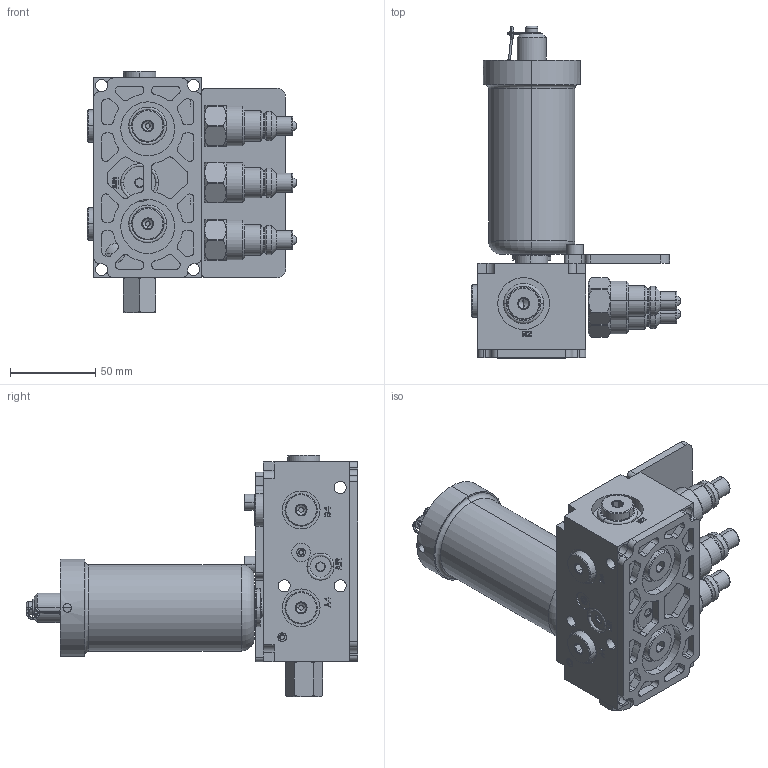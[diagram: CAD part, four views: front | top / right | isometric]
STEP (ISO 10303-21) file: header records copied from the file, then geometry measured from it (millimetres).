
FILE_DESCRIPTION((''),'2;1');
FILE_NAME('ILCM45600735','2018-08-31T',('dg'),(''),'PRO/ENGINEER BY PARAMETRIC TECHNOLOGY CORPORATION, 2013320','PRO/ENGINEER BY PARAMETRIC TECHNOLOGY CORPORATION, 2013320','');
FILE_SCHEMA(('CONFIG_CONTROL_DESIGN'));
Length unit declared in the file: inch
Products named in the file (4): ILCM45600735; 45600511; 30871966
Assembly tree (3 placements, depth 2):
  ILCM45600735
    ILCM45600735
    45600511
    30871966
Bounding box: 123.18 x 195.13 x 142.21 mm (x, y, z)
Volume: 588291.2 mm3; surface area: 137489.4 mm2
Topology: 8 solids, 12 shells, 1854 faces, 4675 edges, 2968 vertices
Faces by surface type: plane 1094, cylinder 370, cone 292, torus 96, sphere 2
Entity records: 61243 total; most frequent: CARTESIAN_POINT 15946, DIRECTION 9421, ORIENTED_EDGE 9314, EDGE_CURVE 4661, VECTOR 3197, LINE 3197, AXIS2_PLACEMENT_3D 3112, VERTEX_POINT 2968
